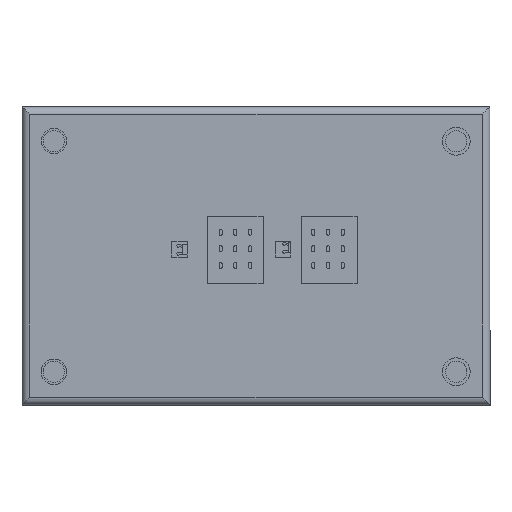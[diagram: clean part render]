
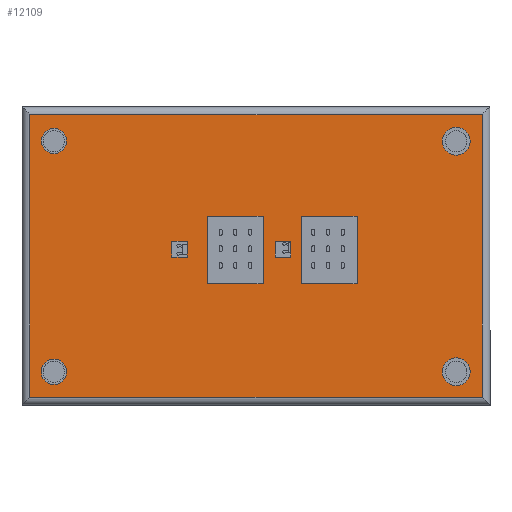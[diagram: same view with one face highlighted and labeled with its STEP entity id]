
A CAD part, top view. The second image highlights one B-rep face of the part: STEP entity #12109.
In plain terms, the highlighted planar face has unit normal (0, 0, 1).
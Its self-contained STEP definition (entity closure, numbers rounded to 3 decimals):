
#633=FACE_BOUND('',#2462,.T.);
#634=FACE_BOUND('',#2463,.T.);
#635=FACE_BOUND('',#2464,.T.);
#636=FACE_BOUND('',#2465,.T.);
#637=FACE_BOUND('',#2466,.T.);
#638=FACE_BOUND('',#2467,.T.);
#639=FACE_BOUND('',#2468,.T.);
#640=FACE_BOUND('',#2469,.T.);
#933=PLANE('',#13397);
#1526=FACE_OUTER_BOUND('',#2461,.T.);
#2461=EDGE_LOOP('',(#10568,#10569,#10570,#10571));
#2462=EDGE_LOOP('',(#10572,#10573,#10574,#10575));
#2463=EDGE_LOOP('',(#10576));
#2464=EDGE_LOOP('',(#10577,#10578,#10579,#10580));
#2465=EDGE_LOOP('',(#10581));
#2466=EDGE_LOOP('',(#10582));
#2467=EDGE_LOOP('',(#10583));
#2468=EDGE_LOOP('',(#10584,#10585,#10586,#10587));
#2469=EDGE_LOOP('',(#10588,#10589,#10590,#10591));
#3423=LINE('',#20440,#4479);
#3425=LINE('',#20448,#4481);
#3427=LINE('',#20454,#4483);
#3430=LINE('',#20460,#4486);
#3436=LINE('',#20474,#4492);
#3437=LINE('',#20476,#4493);
#3438=LINE('',#20478,#4494);
#3439=LINE('',#20479,#4495);
#3440=LINE('',#20484,#4496);
#3441=LINE('',#20486,#4497);
#3442=LINE('',#20488,#4498);
#3443=LINE('',#20489,#4499);
#3444=LINE('',#20498,#4500);
#3445=LINE('',#20500,#4501);
#3446=LINE('',#20502,#4502);
#3447=LINE('',#20503,#4503);
#3448=LINE('',#20506,#4504);
#3449=LINE('',#20508,#4505);
#3450=LINE('',#20510,#4506);
#3451=LINE('',#20511,#4507);
#4479=VECTOR('',#16471,10.);
#4481=VECTOR('',#16479,10.);
#4483=VECTOR('',#16485,10.);
#4486=VECTOR('',#16492,10.);
#4492=VECTOR('',#16504,10.);
#4493=VECTOR('',#16505,10.);
#4494=VECTOR('',#16506,10.);
#4495=VECTOR('',#16507,10.);
#4496=VECTOR('',#16510,10.);
#4497=VECTOR('',#16511,10.);
#4498=VECTOR('',#16512,10.);
#4499=VECTOR('',#16513,10.);
#4500=VECTOR('',#16520,10.);
#4501=VECTOR('',#16521,10.);
#4502=VECTOR('',#16522,10.);
#4503=VECTOR('',#16523,10.);
#4504=VECTOR('',#16524,10.);
#4505=VECTOR('',#16525,10.);
#4506=VECTOR('',#16526,10.);
#4507=VECTOR('',#16527,10.);
#5197=CIRCLE('',#13398,4.45);
#5198=CIRCLE('',#13399,4.013);
#5199=CIRCLE('',#13400,4.06);
#5200=CIRCLE('',#13401,4.45);
#6091=VERTEX_POINT('',#20438);
#6092=VERTEX_POINT('',#20439);
#6095=VERTEX_POINT('',#20447);
#6097=VERTEX_POINT('',#20453);
#6102=VERTEX_POINT('',#20472);
#6103=VERTEX_POINT('',#20473);
#6104=VERTEX_POINT('',#20475);
#6105=VERTEX_POINT('',#20477);
#6106=VERTEX_POINT('',#20480);
#6107=VERTEX_POINT('',#20482);
#6108=VERTEX_POINT('',#20483);
#6109=VERTEX_POINT('',#20485);
#6110=VERTEX_POINT('',#20487);
#6111=VERTEX_POINT('',#20490);
#6112=VERTEX_POINT('',#20492);
#6113=VERTEX_POINT('',#20494);
#6114=VERTEX_POINT('',#20496);
#6115=VERTEX_POINT('',#20497);
#6116=VERTEX_POINT('',#20499);
#6117=VERTEX_POINT('',#20501);
#6118=VERTEX_POINT('',#20504);
#6119=VERTEX_POINT('',#20505);
#6120=VERTEX_POINT('',#20507);
#6121=VERTEX_POINT('',#20509);
#7602=EDGE_CURVE('',#6091,#6092,#3423,.T.);
#7606=EDGE_CURVE('',#6092,#6095,#3425,.T.);
#7609=EDGE_CURVE('',#6095,#6097,#3427,.T.);
#7613=EDGE_CURVE('',#6097,#6091,#3430,.T.);
#7619=EDGE_CURVE('',#6102,#6103,#3436,.T.);
#7620=EDGE_CURVE('',#6103,#6104,#3437,.T.);
#7621=EDGE_CURVE('',#6104,#6105,#3438,.T.);
#7622=EDGE_CURVE('',#6105,#6102,#3439,.T.);
#7623=EDGE_CURVE('',#6106,#6106,#5197,.T.);
#7624=EDGE_CURVE('',#6107,#6108,#3440,.T.);
#7625=EDGE_CURVE('',#6108,#6109,#3441,.T.);
#7626=EDGE_CURVE('',#6109,#6110,#3442,.T.);
#7627=EDGE_CURVE('',#6110,#6107,#3443,.T.);
#7628=EDGE_CURVE('',#6111,#6111,#5198,.T.);
#7629=EDGE_CURVE('',#6112,#6112,#5199,.T.);
#7630=EDGE_CURVE('',#6113,#6113,#5200,.T.);
#7631=EDGE_CURVE('',#6114,#6115,#3444,.T.);
#7632=EDGE_CURVE('',#6115,#6116,#3445,.T.);
#7633=EDGE_CURVE('',#6116,#6117,#3446,.T.);
#7634=EDGE_CURVE('',#6117,#6114,#3447,.T.);
#7635=EDGE_CURVE('',#6118,#6119,#3448,.T.);
#7636=EDGE_CURVE('',#6119,#6120,#3449,.T.);
#7637=EDGE_CURVE('',#6120,#6121,#3450,.T.);
#7638=EDGE_CURVE('',#6121,#6118,#3451,.T.);
#10568=ORIENTED_EDGE('',*,*,#7602,.F.);
#10569=ORIENTED_EDGE('',*,*,#7613,.F.);
#10570=ORIENTED_EDGE('',*,*,#7609,.F.);
#10571=ORIENTED_EDGE('',*,*,#7606,.F.);
#10572=ORIENTED_EDGE('',*,*,#7619,.T.);
#10573=ORIENTED_EDGE('',*,*,#7620,.T.);
#10574=ORIENTED_EDGE('',*,*,#7621,.T.);
#10575=ORIENTED_EDGE('',*,*,#7622,.T.);
#10576=ORIENTED_EDGE('',*,*,#7623,.T.);
#10577=ORIENTED_EDGE('',*,*,#7624,.T.);
#10578=ORIENTED_EDGE('',*,*,#7625,.T.);
#10579=ORIENTED_EDGE('',*,*,#7626,.T.);
#10580=ORIENTED_EDGE('',*,*,#7627,.T.);
#10581=ORIENTED_EDGE('',*,*,#7628,.T.);
#10582=ORIENTED_EDGE('',*,*,#7629,.T.);
#10583=ORIENTED_EDGE('',*,*,#7630,.T.);
#10584=ORIENTED_EDGE('',*,*,#7631,.T.);
#10585=ORIENTED_EDGE('',*,*,#7632,.T.);
#10586=ORIENTED_EDGE('',*,*,#7633,.T.);
#10587=ORIENTED_EDGE('',*,*,#7634,.T.);
#10588=ORIENTED_EDGE('',*,*,#7635,.T.);
#10589=ORIENTED_EDGE('',*,*,#7636,.T.);
#10590=ORIENTED_EDGE('',*,*,#7637,.T.);
#10591=ORIENTED_EDGE('',*,*,#7638,.T.);
#12109=ADVANCED_FACE('',(#1526,#633,#634,#635,#636,#637,#638,#639,#640),
#933,.T.);
#13397=AXIS2_PLACEMENT_3D('',#20471,#16502,#16503);
#13398=AXIS2_PLACEMENT_3D('',#20481,#16508,#16509);
#13399=AXIS2_PLACEMENT_3D('',#20491,#16514,#16515);
#13400=AXIS2_PLACEMENT_3D('',#20493,#16516,#16517);
#13401=AXIS2_PLACEMENT_3D('',#20495,#16518,#16519);
#16471=DIRECTION('',(-1.,0.,0.));
#16479=DIRECTION('',(0.,1.,0.));
#16485=DIRECTION('',(1.,0.,0.));
#16492=DIRECTION('',(0.,-1.,0.));
#16502=DIRECTION('center_axis',(0.,0.,1.));
#16503=DIRECTION('ref_axis',(-1.,0.,0.));
#16504=DIRECTION('',(0.,1.,0.));
#16505=DIRECTION('',(1.,0.,0.));
#16506=DIRECTION('',(0.,-1.,0.));
#16507=DIRECTION('',(-1.,0.,0.));
#16508=DIRECTION('center_axis',(0.,0.,-1.));
#16509=DIRECTION('ref_axis',(-1.,0.,0.));
#16510=DIRECTION('',(1.,0.,0.));
#16511=DIRECTION('',(0.,-1.,0.));
#16512=DIRECTION('',(-1.,0.,0.));
#16513=DIRECTION('',(0.,1.,0.));
#16514=DIRECTION('center_axis',(0.,0.,-1.));
#16515=DIRECTION('ref_axis',(-1.,0.,0.));
#16516=DIRECTION('center_axis',(0.,0.,-1.));
#16517=DIRECTION('ref_axis',(-1.,0.,0.));
#16518=DIRECTION('center_axis',(0.,0.,-1.));
#16519=DIRECTION('ref_axis',(-1.,0.,0.));
#16520=DIRECTION('',(-1.,0.,0.));
#16521=DIRECTION('',(0.,1.,0.));
#16522=DIRECTION('',(1.,0.,0.));
#16523=DIRECTION('',(0.,-1.,0.));
#16524=DIRECTION('',(-1.,0.,0.));
#16525=DIRECTION('',(0.,1.,0.));
#16526=DIRECTION('',(1.,0.,0.));
#16527=DIRECTION('',(0.,-1.,0.));
#20438=CARTESIAN_POINT('',(159.1,-193.7,22.));
#20439=CARTESIAN_POINT('',(14.7,-193.7,22.));
#20440=CARTESIAN_POINT('',(49.55,-193.7,22.));
#20447=CARTESIAN_POINT('',(14.7,-103.5,22.));
#20448=CARTESIAN_POINT('',(14.7,-124.8,22.));
#20453=CARTESIAN_POINT('',(159.1,-103.5,22.));
#20454=CARTESIAN_POINT('',(124.25,-103.5,22.));
#20460=CARTESIAN_POINT('',(159.1,-172.4,22.));
#20471=CARTESIAN_POINT('Origin',(86.9,-148.6,22.));
#20472=CARTESIAN_POINT('',(101.41,-157.559,22.));
#20473=CARTESIAN_POINT('',(101.41,-135.95,22.));
#20474=CARTESIAN_POINT('',(101.41,-157.559,22.));
#20475=CARTESIAN_POINT('',(119.155,-135.95,22.));
#20476=CARTESIAN_POINT('',(101.41,-135.95,22.));
#20477=CARTESIAN_POINT('',(119.155,-157.559,22.));
#20478=CARTESIAN_POINT('',(119.155,-135.95,22.));
#20479=CARTESIAN_POINT('',(119.155,-157.559,22.));
#20480=CARTESIAN_POINT('',(155.25,-112.,22.));
#20481=CARTESIAN_POINT('Origin',(150.8,-112.,22.));
#20482=CARTESIAN_POINT('',(60.,-144.,22.));
#20483=CARTESIAN_POINT('',(65.,-144.,22.));
#20484=CARTESIAN_POINT('',(60.,-144.,22.));
#20485=CARTESIAN_POINT('',(65.,-149.,22.));
#20486=CARTESIAN_POINT('',(65.,-144.,22.));
#20487=CARTESIAN_POINT('',(60.,-149.,22.));
#20488=CARTESIAN_POINT('',(65.,-149.,22.));
#20489=CARTESIAN_POINT('',(60.,-149.,22.));
#20490=CARTESIAN_POINT('',(26.413,-111.931,22.));
#20491=CARTESIAN_POINT('Origin',(22.4,-111.931,22.));
#20492=CARTESIAN_POINT('',(26.46,-185.6,22.));
#20493=CARTESIAN_POINT('Origin',(22.4,-185.6,22.));
#20494=CARTESIAN_POINT('',(155.25,-185.6,22.));
#20495=CARTESIAN_POINT('Origin',(150.8,-185.6,22.));
#20496=CARTESIAN_POINT('',(89.155,-157.559,22.));
#20497=CARTESIAN_POINT('',(71.41,-157.559,22.));
#20498=CARTESIAN_POINT('',(89.155,-157.559,22.));
#20499=CARTESIAN_POINT('',(71.41,-135.95,22.));
#20500=CARTESIAN_POINT('',(71.41,-157.559,22.));
#20501=CARTESIAN_POINT('',(89.155,-135.95,22.));
#20502=CARTESIAN_POINT('',(71.41,-135.95,22.));
#20503=CARTESIAN_POINT('',(89.155,-135.95,22.));
#20504=CARTESIAN_POINT('',(98.,-149.,22.));
#20505=CARTESIAN_POINT('',(93.,-149.,22.));
#20506=CARTESIAN_POINT('',(98.,-149.,22.));
#20507=CARTESIAN_POINT('',(93.,-144.,22.));
#20508=CARTESIAN_POINT('',(93.,-149.,22.));
#20509=CARTESIAN_POINT('',(98.,-144.,22.));
#20510=CARTESIAN_POINT('',(93.,-144.,22.));
#20511=CARTESIAN_POINT('',(98.,-144.,22.));
